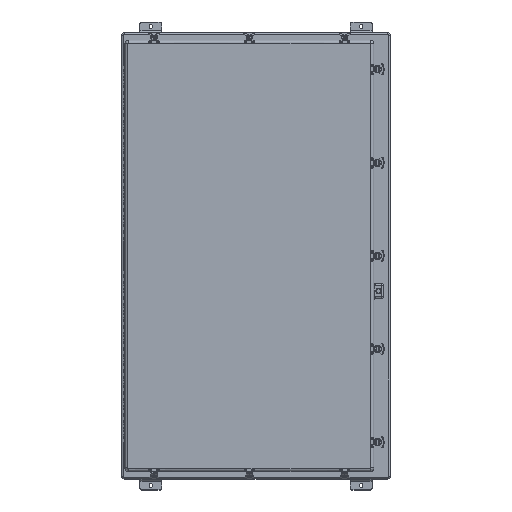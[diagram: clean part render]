
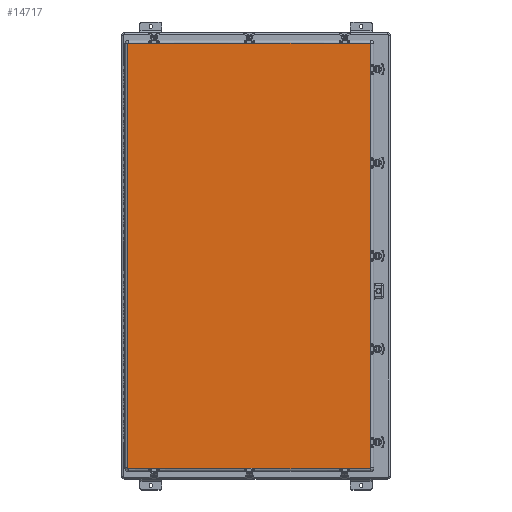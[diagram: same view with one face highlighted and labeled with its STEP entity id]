
A CAD part, top view. The second image highlights one B-rep face of the part: STEP entity #14717.
In plain terms, the highlighted planar face has unit normal (0, 0, 1).
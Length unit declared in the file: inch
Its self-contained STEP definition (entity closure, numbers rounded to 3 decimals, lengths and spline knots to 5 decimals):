
#1122=PLANE($,#15957);
#1733=FACE_OUTER_BOUND($,#2789,.T.);
#2789=EDGE_LOOP($,(#11386,#11387,#11388,#11389,#11390,#11391,#11392,#11393));
#3855=LINE($,#25896,#4929);
#3857=LINE($,#25901,#4931);
#3858=LINE($,#25934,#4932);
#3861=LINE($,#25941,#4935);
#4929=VECTOR($,#18665,33.0625);
#4931=VECTOR($,#18671,58.);
#4932=VECTOR($,#18688,58.);
#4935=VECTOR($,#18695,33.0625);
#6021=CIRCLE($,#15934,0.10076);
#6027=CIRCLE($,#15942,0.10076);
#6031=CIRCLE($,#15946,0.10076);
#6035=CIRCLE($,#15952,0.10076);
#7020=VERTEX_POINT($,#25886);
#7021=VERTEX_POINT($,#25888);
#7023=VERTEX_POINT($,#25894);
#7024=VERTEX_POINT($,#25899);
#7026=VERTEX_POINT($,#25912);
#7027=VERTEX_POINT($,#25925);
#7030=VERTEX_POINT($,#25932);
#7031=VERTEX_POINT($,#25937);
#8629=EDGE_CURVE($,#7020,#7021,#6021,.T.);
#8633=EDGE_CURVE($,#7023,#7020,#3855,.T.);
#8636=EDGE_CURVE($,#7021,#7024,#3857,.T.);
#8638=EDGE_CURVE($,#7026,#7023,#6027,.T.);
#8642=EDGE_CURVE($,#7024,#7027,#6031,.T.);
#8644=EDGE_CURVE($,#7030,#7026,#3858,.T.);
#8648=EDGE_CURVE($,#7027,#7031,#3861,.T.);
#8650=EDGE_CURVE($,#7031,#7030,#6035,.T.);
#11386=ORIENTED_EDGE($,*,*,#8629,.F.);
#11387=ORIENTED_EDGE($,*,*,#8633,.F.);
#11388=ORIENTED_EDGE($,*,*,#8638,.F.);
#11389=ORIENTED_EDGE($,*,*,#8644,.F.);
#11390=ORIENTED_EDGE($,*,*,#8650,.F.);
#11391=ORIENTED_EDGE($,*,*,#8648,.F.);
#11392=ORIENTED_EDGE($,*,*,#8642,.F.);
#11393=ORIENTED_EDGE($,*,*,#8636,.F.);
#14717=ADVANCED_FACE($,(#1733),#1122,.T.);
#15934=AXIS2_PLACEMENT_3D($,#25889,#18655,#18656);
#15942=AXIS2_PLACEMENT_3D($,#25914,#18674,#18675);
#15946=AXIS2_PLACEMENT_3D($,#25929,#18682,#18683);
#15952=AXIS2_PLACEMENT_3D($,#25952,#18698,#18699);
#15957=AXIS2_PLACEMENT_3D($,#25961,#18712,#18713);
#18655=DIRECTION('center_axis',(0.,0.,-1.));
#18656=DIRECTION('ref_axis',(0.707,0.707,0.));
#18665=DIRECTION($,(1.,0.,0.));
#18671=DIRECTION($,(0.,-1.,0.));
#18674=DIRECTION('center_axis',(0.,0.,-1.));
#18675=DIRECTION('ref_axis',(-0.707,0.707,0.));
#18682=DIRECTION('center_axis',(0.,0.,-1.));
#18683=DIRECTION('ref_axis',(0.707,-0.707,0.));
#18688=DIRECTION($,(0.,1.,0.));
#18695=DIRECTION($,(-1.,0.,0.));
#18698=DIRECTION('center_axis',(0.,0.,-1.));
#18699=DIRECTION('ref_axis',(-0.707,-0.707,0.));
#18712=DIRECTION('center_axis',(0.,0.,1.));
#18713=DIRECTION('ref_axis',(1.,0.,0.));
#25886=CARTESIAN_POINT('',(16.53125,29.10076,1.0625));
#25888=CARTESIAN_POINT('',(16.63201,29.,1.0625));
#25889=CARTESIAN_POINT('Origin',(16.53125,29.,1.0625));
#25894=CARTESIAN_POINT('',(-16.53125,29.10076,1.0625));
#25896=CARTESIAN_POINT($,(-16.53125,29.10076,1.0625));
#25899=CARTESIAN_POINT('',(16.63201,-29.,1.0625));
#25901=CARTESIAN_POINT($,(16.63201,29.,1.0625));
#25912=CARTESIAN_POINT('',(-16.63201,29.,1.0625));
#25914=CARTESIAN_POINT('Origin',(-16.53125,29.,1.0625));
#25925=CARTESIAN_POINT('',(16.53125,-29.10076,1.0625));
#25929=CARTESIAN_POINT('Origin',(16.53125,-29.,1.0625));
#25932=CARTESIAN_POINT('',(-16.63201,-29.,1.0625));
#25934=CARTESIAN_POINT($,(-16.63201,-29.,1.0625));
#25937=CARTESIAN_POINT('',(-16.53125,-29.10076,1.0625));
#25941=CARTESIAN_POINT($,(16.53125,-29.10076,1.0625));
#25952=CARTESIAN_POINT('Origin',(-16.53125,-29.,1.0625));
#25961=CARTESIAN_POINT('Origin',(0.,0.,1.0625));
